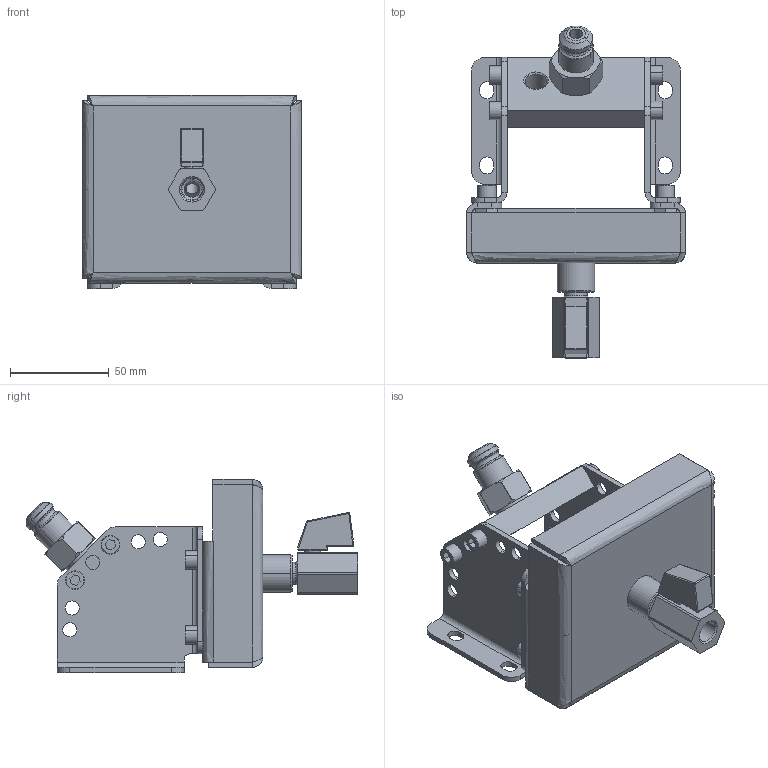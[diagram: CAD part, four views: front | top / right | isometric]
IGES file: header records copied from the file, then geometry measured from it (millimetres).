
Start section:  PTC IGES file: ilc56000806.igs
Global section: file name: ilc56000806.igs; native system: Creo Parametric by PTC Inc.; preprocessor: 2021164; author: Jweaver; organization: Unknown; date: 20230325.073654; units: inch
Bounding box: 111.02 x 168.35 x 97.91 mm (x, y, z)
Surface area: 92598.9 mm2 (no closed solid volume)
Topology: 0 solids, 0 shells, 528 faces, 2506 edges, 2506 vertices
Faces by surface type: revolution 294, bspline 234
